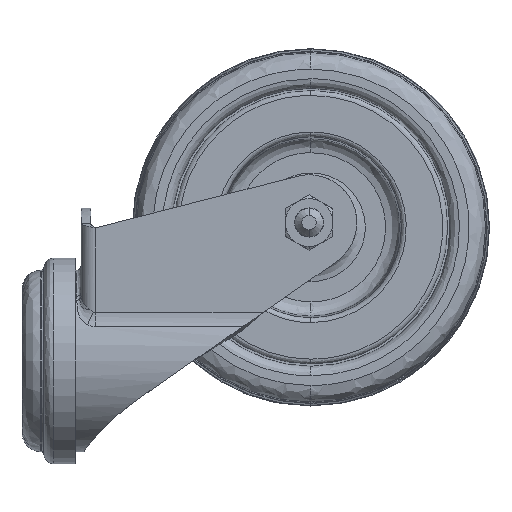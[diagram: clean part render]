
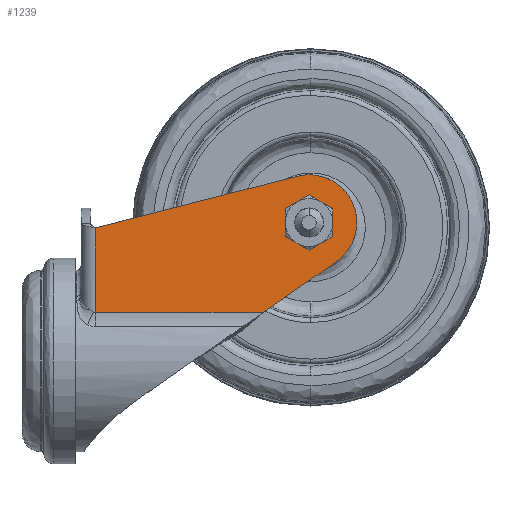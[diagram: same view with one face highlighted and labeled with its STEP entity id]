
A CAD part, left-side view. The second image highlights one B-rep face of the part: STEP entity #1239.
In plain terms, the highlighted planar face has unit normal (-1, 0, 0).
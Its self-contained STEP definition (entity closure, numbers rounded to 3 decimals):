
#1038 = VERTEX_POINT ( 'NONE', #5893 ) ;
#1106 = ORIENTED_EDGE ( 'NONE', *, *, #1113, .T. ) ;
#1107 = ORIENTED_EDGE ( 'NONE', *, *, #1337, .T. ) ;
#1108 = ORIENTED_EDGE ( 'NONE', *, *, #1365, .T. ) ;
#1110 = ORIENTED_EDGE ( 'NONE', *, *, #1331, .T. ) ;
#1113 = EDGE_CURVE ( 'NONE', #1329, #1248, #6169, .T. ) ;
#1126 = VERTEX_POINT ( 'NONE', #6206 ) ;
#1159 = EDGE_CURVE ( 'NONE', #1373, #1264, #6194, .T. ) ;
#1177 = VERTEX_POINT ( 'NONE', #6061 ) ;
#1190 = VERTEX_POINT ( 'NONE', #5851 ) ;
#1206 = VERTEX_POINT ( 'NONE', #6250 ) ;
#1232 = EDGE_CURVE ( 'NONE', #1126, #1177, #6405, .T. ) ;
#1238 = EDGE_CURVE ( 'NONE', #1177, #1302, #6291, .T. ) ;
#1239 = ADVANCED_FACE ( 'NONE', ( #6286, #6285 ), #6284, .T. ) ;
#1240 = EDGE_LOOP ( 'NONE', ( #1257, #1258, #1259, #1260, #1261, #1262, #1335 ) ) ;
#1248 = VERTEX_POINT ( 'NONE', #6616 ) ;
#1257 = ORIENTED_EDGE ( 'NONE', *, *, #1232, .T. ) ;
#1258 = ORIENTED_EDGE ( 'NONE', *, *, #1238, .T. ) ;
#1259 = ORIENTED_EDGE ( 'NONE', *, *, #1351, .T. ) ;
#1260 = ORIENTED_EDGE ( 'NONE', *, *, #1357, .T. ) ;
#1261 = ORIENTED_EDGE ( 'NONE', *, *, #1362, .T. ) ;
#1262 = ORIENTED_EDGE ( 'NONE', *, *, #1819, .T. ) ;
#1264 = VERTEX_POINT ( 'NONE', #6585 ) ;
#1281 = VERTEX_POINT ( 'NONE', #6545 ) ;
#1302 = VERTEX_POINT ( 'NONE', #6506 ) ;
#1329 = VERTEX_POINT ( 'NONE', #6733 ) ;
#1331 = EDGE_CURVE ( 'NONE', #1264, #1329, #6718, .T. ) ;
#1333 = EDGE_LOOP ( 'NONE', ( #1334, #1336, #1110, #1106, #1107, #1108 ) ) ;
#1334 = ORIENTED_EDGE ( 'NONE', *, *, #1375, .T. ) ;
#1335 = ORIENTED_EDGE ( 'NONE', *, *, #1347, .T. ) ;
#1336 = ORIENTED_EDGE ( 'NONE', *, *, #1159, .T. ) ;
#1337 = EDGE_CURVE ( 'NONE', #1248, #1206, #6847, .T. ) ;
#1347 = EDGE_CURVE ( 'NONE', #1836, #1126, #6704, .T. ) ;
#1351 = EDGE_CURVE ( 'NONE', #1302, #1281, #6698, .T. ) ;
#1357 = EDGE_CURVE ( 'NONE', #1281, #1190, #6688, .T. ) ;
#1362 = EDGE_CURVE ( 'NONE', #1190, #1820, #6758, .T. ) ;
#1365 = EDGE_CURVE ( 'NONE', #1206, #1038, #6759, .T. ) ;
#1373 = VERTEX_POINT ( 'NONE', #6740 ) ;
#1375 = EDGE_CURVE ( 'NONE', #1038, #1373, #6739, .T. ) ;
#1819 = EDGE_CURVE ( 'NONE', #1820, #1836, #8441, .T. ) ;
#1820 = VERTEX_POINT ( 'NONE', #8436 ) ;
#1836 = VERTEX_POINT ( 'NONE', #8456 ) ;
#5851 = CARTESIAN_POINT ( 'NONE',  ( -17., -57.602, 33.33 ) ) ;
#5893 = CARTESIAN_POINT ( 'NONE',  ( -17., -50.518, 10.198 ) ) ;
#6061 = CARTESIAN_POINT ( 'NONE',  ( -17., -62.602, 24.67 ) ) ;
#6079 = CARTESIAN_POINT ( 'NONE',  ( -17., -60.102, 39. ) ) ;
#6080 = CARTESIAN_POINT ( 'NONE',  ( -17., -60.706, 39. ) ) ;
#6081 = CARTESIAN_POINT ( 'NONE',  ( -17., -61.913, 38.89 ) ) ;
#6082 = CARTESIAN_POINT ( 'NONE',  ( -17., -63.665, 38.402 ) ) ;
#6083 = CARTESIAN_POINT ( 'NONE',  ( -17., -65.301, 37.607 ) ) ;
#6084 = CARTESIAN_POINT ( 'NONE',  ( -17., -66.766, 36.529 ) ) ;
#6085 = CARTESIAN_POINT ( 'NONE',  ( -17., -68.013, 35.205 ) ) ;
#6086 = CARTESIAN_POINT ( 'NONE',  ( -17., -69.002, 33.679 ) ) ;
#6087 = CARTESIAN_POINT ( 'NONE',  ( -17., -69.699, 31.999 ) ) ;
#6088 = CARTESIAN_POINT ( 'NONE',  ( -17., -70.082, 30.221 ) ) ;
#6089 = CARTESIAN_POINT ( 'NONE',  ( -17., -70.139, 28.403 ) ) ;
#6090 = CARTESIAN_POINT ( 'NONE',  ( -17., -69.867, 26.605 ) ) ;
#6166 = DIRECTION ( 'NONE',  ( 0., 0.969, -0.248 ) ) ;
#6167 = VECTOR ( 'NONE', #6166, 1000. ) ;
#6168 = CARTESIAN_POINT ( 'NONE',  ( -17., -57.624, 38.688 ) ) ;
#6169 = LINE ( 'NONE', #6168, #6167 ) ;
#6194 = B_SPLINE_CURVE_WITH_KNOTS ( 'NONE', 3,
 ( #6200, #6199, #6198, #6197, #6196, #6090, #6089, #6088, #6087, #6086, #6085, #6084, #6083, #6082, #6081, #6080, #6079 ),
 .UNSPECIFIED., .F., .F.,
 ( 4, 1, 1, 1, 1, 1, 1, 1, 1, 1, 1, 1, 1, 1, 4 ),
 ( 0., 0.002, 0.004, 0.005, 0.007, 0.009, 0.011, 0.013, 0.014, 0.016, 0.018, 0.02, 0.022, 0.023, 0.025 ),
 .UNSPECIFIED. ) ;
#6196 = CARTESIAN_POINT ( 'NONE',  ( -17., -69.276, 24.885 ) ) ;
#6197 = CARTESIAN_POINT ( 'NONE',  ( -17., -68.385, 23.299 ) ) ;
#6198 = CARTESIAN_POINT ( 'NONE',  ( -17., -67.222, 21.901 ) ) ;
#6199 = CARTESIAN_POINT ( 'NONE',  ( -17., -66.292, 21.123 ) ) ;
#6200 = CARTESIAN_POINT ( 'NONE',  ( -17., -65.796, 20.779 ) ) ;
#6206 = CARTESIAN_POINT ( 'NONE',  ( -17., -65.102, 29. ) ) ;
#6250 = CARTESIAN_POINT ( 'NONE',  ( -17., -15.362, 10.198 ) ) ;
#6280 = DIRECTION ( 'NONE',  ( 0., 0., 1. ) ) ;
#6281 = DIRECTION ( 'NONE',  ( -1., 0., 0. ) ) ;
#6282 = CARTESIAN_POINT ( 'NONE',  ( -17., -72.839, 8.758 ) ) ;
#6283 = AXIS2_PLACEMENT_3D ( 'NONE', #6282, #6281, #6280 ) ;
#6284 = PLANE ( 'NONE',  #6283 ) ;
#6285 = FACE_OUTER_BOUND ( 'NONE', #1333, .T. ) ;
#6286 = FACE_BOUND ( 'NONE', #1240, .T. ) ;
#6287 = DIRECTION ( 'NONE',  ( 0., 0., 1. ) ) ;
#6288 = DIRECTION ( 'NONE',  ( 1., 0., 0. ) ) ;
#6289 = CARTESIAN_POINT ( 'NONE',  ( -17., -60.102, 29. ) ) ;
#6290 = AXIS2_PLACEMENT_3D ( 'NONE', #6289, #6288, #6287 ) ;
#6291 = CIRCLE ( 'NONE', #6290, 4.999 ) ;
#6401 = DIRECTION ( 'NONE',  ( 0., 0., 1. ) ) ;
#6402 = DIRECTION ( 'NONE',  ( 1., 0., 0. ) ) ;
#6403 = CARTESIAN_POINT ( 'NONE',  ( -17., -60.102, 29. ) ) ;
#6404 = AXIS2_PLACEMENT_3D ( 'NONE', #6403, #6402, #6401 ) ;
#6405 = CIRCLE ( 'NONE', #6404, 4.999 ) ;
#6506 = CARTESIAN_POINT ( 'NONE',  ( -17., -57.602, 24.67 ) ) ;
#6545 = CARTESIAN_POINT ( 'NONE',  ( -17., -55.102, 29. ) ) ;
#6585 = CARTESIAN_POINT ( 'NONE',  ( -17., -60.102, 39. ) ) ;
#6616 = CARTESIAN_POINT ( 'NONE',  ( -17., -15.362, 27.878 ) ) ;
#6684 = DIRECTION ( 'NONE',  ( 0., 0., 1. ) ) ;
#6685 = DIRECTION ( 'NONE',  ( 1., 0., 0. ) ) ;
#6686 = CARTESIAN_POINT ( 'NONE',  ( -17., -60.102, 29. ) ) ;
#6687 = AXIS2_PLACEMENT_3D ( 'NONE', #6686, #6685, #6684 ) ;
#6688 = CIRCLE ( 'NONE', #6687, 4.999 ) ;
#6695 = DIRECTION ( 'NONE',  ( 0., 0., 1. ) ) ;
#6696 = DIRECTION ( 'NONE',  ( 1., 0., 0. ) ) ;
#6697 = AXIS2_PLACEMENT_3D ( 'NONE', #6705, #6696, #6695 ) ;
#6698 = CIRCLE ( 'NONE', #6697, 4.999 ) ;
#6700 = DIRECTION ( 'NONE',  ( 0., 0., 1. ) ) ;
#6701 = DIRECTION ( 'NONE',  ( 1., 0., 0. ) ) ;
#6702 = CARTESIAN_POINT ( 'NONE',  ( -17., -60.102, 29. ) ) ;
#6703 = AXIS2_PLACEMENT_3D ( 'NONE', #6702, #6701, #6700 ) ;
#6704 = CIRCLE ( 'NONE', #6703, 4.999 ) ;
#6705 = CARTESIAN_POINT ( 'NONE',  ( -17., -60.102, 29. ) ) ;
#6710 = CARTESIAN_POINT ( 'NONE',  ( -17., -57.624, 38.688 ) ) ;
#6711 = CARTESIAN_POINT ( 'NONE',  ( -17., -58.028, 38.792 ) ) ;
#6712 = CARTESIAN_POINT ( 'NONE',  ( -17., -58.85, 38.948 ) ) ;
#6713 = CARTESIAN_POINT ( 'NONE',  ( -17., -59.685, 39. ) ) ;
#6714 = CARTESIAN_POINT ( 'NONE',  ( -17., -60.102, 39. ) ) ;
#6717 = DIRECTION ( 'NONE',  ( 0., -0.822, 0.569 ) ) ;
#6718 = B_SPLINE_CURVE_WITH_KNOTS ( 'NONE', 3,
 ( #6714, #6713, #6712, #6711, #6710 ),
 .UNSPECIFIED., .F., .F.,
 ( 4, 1, 4 ),
 ( 0., 0.001, 0.003 ),
 .UNSPECIFIED. ) ;
#6733 = CARTESIAN_POINT ( 'NONE',  ( -17., -57.624, 38.688 ) ) ;
#6737 = VECTOR ( 'NONE', #6717, 1000. ) ;
#6738 = CARTESIAN_POINT ( 'NONE',  ( -17., -50.518, 10.198 ) ) ;
#6739 = LINE ( 'NONE', #6738, #6737 ) ;
#6740 = CARTESIAN_POINT ( 'NONE',  ( -17., -65.796, 20.779 ) ) ;
#6751 = DIRECTION ( 'NONE',  ( 0., -1., 0. ) ) ;
#6752 = VECTOR ( 'NONE', #6751, 1000. ) ;
#6753 = CARTESIAN_POINT ( 'NONE',  ( -17., -72.839, 10.198 ) ) ;
#6754 = DIRECTION ( 'NONE',  ( 0., 0., 1. ) ) ;
#6755 = DIRECTION ( 'NONE',  ( 1., 0., 0. ) ) ;
#6756 = CARTESIAN_POINT ( 'NONE',  ( -17., -60.102, 29. ) ) ;
#6757 = AXIS2_PLACEMENT_3D ( 'NONE', #6756, #6755, #6754 ) ;
#6758 = CIRCLE ( 'NONE', #6757, 4.999 ) ;
#6759 = LINE ( 'NONE', #6753, #6752 ) ;
#6846 = CARTESIAN_POINT ( 'NONE',  ( -17., -15.362, 8.758 ) ) ;
#6847 = LINE ( 'NONE', #6846, #6856 ) ;
#6855 = DIRECTION ( 'NONE',  ( 0., 0., -1. ) ) ;
#6856 = VECTOR ( 'NONE', #6855, 1000. ) ;
#8436 = CARTESIAN_POINT ( 'NONE',  ( -17., -60.102, 33.999 ) ) ;
#8437 = DIRECTION ( 'NONE',  ( 0., 0., 1. ) ) ;
#8438 = DIRECTION ( 'NONE',  ( 1., 0., 0. ) ) ;
#8439 = CARTESIAN_POINT ( 'NONE',  ( -17., -60.102, 29. ) ) ;
#8440 = AXIS2_PLACEMENT_3D ( 'NONE', #8439, #8438, #8437 ) ;
#8441 = CIRCLE ( 'NONE', #8440, 4.999 ) ;
#8456 = CARTESIAN_POINT ( 'NONE',  ( -17., -62.602, 33.33 ) ) ;
